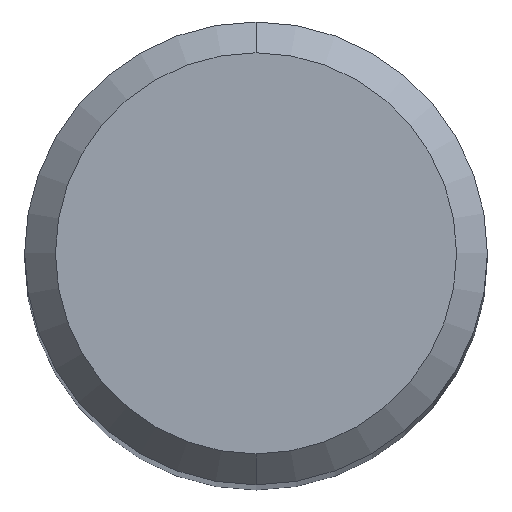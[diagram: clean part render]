
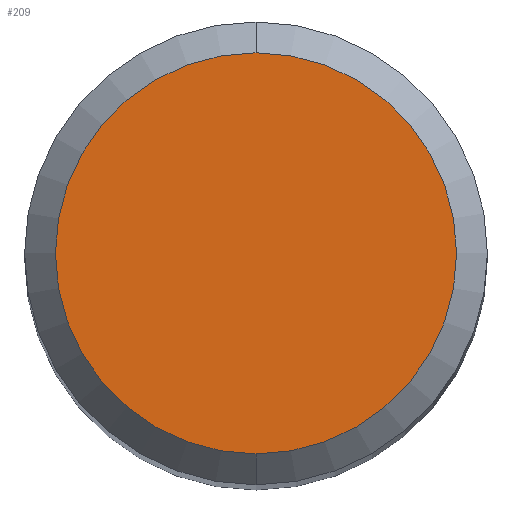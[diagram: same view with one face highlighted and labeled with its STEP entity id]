
A CAD part, top view. The second image highlights one B-rep face of the part: STEP entity #209.
In plain terms, the highlighted planar face has unit normal (0, 0, 1).
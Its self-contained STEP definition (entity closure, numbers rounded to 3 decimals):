
#209=ADVANCED_FACE('',(#519),#520,.T.);
#221=VERTEX_POINT('',#532);
#231=EDGE_CURVE('',#221,#263,#542,.T.);
#263=VERTEX_POINT('',#580);
#413=EDGE_CURVE('',#263,#221,#745,.T.);
#519=FACE_OUTER_BOUND('',#918,.T.);
#520=PLANE('',#919);
#532=CARTESIAN_POINT('',(0.,-2.6,0.0));
#542=CIRCLE('',#986,2.6);
#580=CARTESIAN_POINT('',(0.0,2.6,0.0));
#745=CIRCLE('',#1345,2.6);
#918=EDGE_LOOP('',(#1486,#1487));
#919=AXIS2_PLACEMENT_3D('',#1488,#1489,#1490);
#986=AXIS2_PLACEMENT_3D('',#1496,#1497,#1498);
#1345=AXIS2_PLACEMENT_3D('',#1714,#1715,#1716);
#1486=ORIENTED_EDGE('',*,*,#413,.F.);
#1487=ORIENTED_EDGE('',*,*,#231,.F.);
#1488=CARTESIAN_POINT('',(0.0,1.3,0.0));
#1489=DIRECTION('',(-0.0,0.0,1.0));
#1490=DIRECTION('',(0.0,-1.0,0.0));
#1496=CARTESIAN_POINT('',(0.0,0.0,0.0));
#1497=DIRECTION('',(0.0,0.0,-1.0));
#1498=DIRECTION('',(0.0,1.0,0.0));
#1714=CARTESIAN_POINT('',(0.0,0.0,0.0));
#1715=DIRECTION('',(0.0,0.0,-1.0));
#1716=DIRECTION('',(0.0,1.0,0.0));
